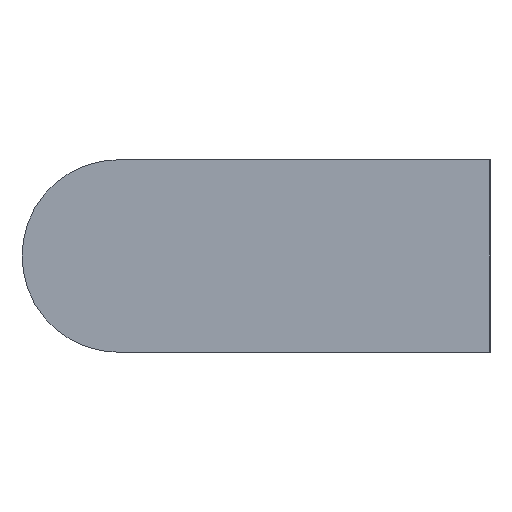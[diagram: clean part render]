
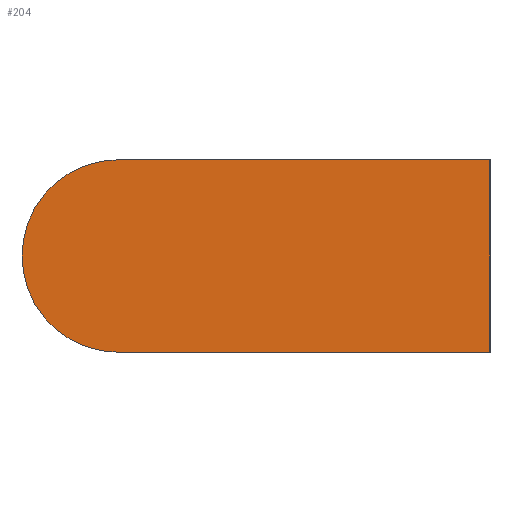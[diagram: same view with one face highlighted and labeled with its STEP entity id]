
A CAD part, left-side view. The second image highlights one B-rep face of the part: STEP entity #204.
In plain terms, the highlighted planar face has unit normal (-1, 0, 0).
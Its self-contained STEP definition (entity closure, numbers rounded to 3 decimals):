
#43 = DIRECTION ( 'NONE',  ( 0., 0., -1. ) ) ;
#129 = DIRECTION ( 'NONE',  ( 0., 0., -1. ) ) ;
#145 = VECTOR ( 'NONE', #393, 1000. ) ;
#166 = DIRECTION ( 'NONE',  ( 0., 0., -1. ) ) ;
#204 = ADVANCED_FACE ( 'NONE', ( #260 ), #781, .T. ) ;
#205 = CARTESIAN_POINT ( 'NONE',  ( -172.5, 28., 0. ) ) ;
#235 = DIRECTION ( 'NONE',  ( 0., 1., 0. ) ) ;
#260 = FACE_OUTER_BOUND ( 'NONE', #669, .T. ) ;
#298 = LINE ( 'NONE', #554, #546 ) ;
#323 = LINE ( 'NONE', #459, #145 ) ;
#342 = ORIENTED_EDGE ( 'NONE', *, *, #487, .F. ) ;
#393 = DIRECTION ( 'NONE',  ( 0., -1., 0. ) ) ;
#414 = ORIENTED_EDGE ( 'NONE', *, *, #685, .F. ) ;
#433 = EDGE_CURVE ( 'NONE', #720, #834, #435, .T. ) ;
#435 = LINE ( 'NONE', #619, #640 ) ;
#439 = ORIENTED_EDGE ( 'NONE', *, *, #829, .F. ) ;
#459 = CARTESIAN_POINT ( 'NONE',  ( -172.5, 28., 7.25 ) ) ;
#474 = CIRCLE ( 'NONE', #566, 7.25 ) ;
#487 = EDGE_CURVE ( 'NONE', #834, #830, #298, .T. ) ;
#546 = VECTOR ( 'NONE', #235, 1000. ) ;
#554 = CARTESIAN_POINT ( 'NONE',  ( -172.5, 0., -7.25 ) ) ;
#559 = DIRECTION ( 'NONE',  ( 1., 0., 0. ) ) ;
#566 = AXIS2_PLACEMENT_3D ( 'NONE', #757, #559, #166 ) ;
#573 = ORIENTED_EDGE ( 'NONE', *, *, #433, .F. ) ;
#576 = CARTESIAN_POINT ( 'NONE',  ( -172.5, 28., -7.25 ) ) ;
#578 = CARTESIAN_POINT ( 'NONE',  ( -172.5, 28., 7.25 ) ) ;
#604 = VERTEX_POINT ( 'NONE', #578 ) ;
#619 = CARTESIAN_POINT ( 'NONE',  ( -172.5, 0., 7.25 ) ) ;
#640 = VECTOR ( 'NONE', #43, 1000. ) ;
#669 = EDGE_LOOP ( 'NONE', ( #414, #342, #573, #439 ) ) ;
#685 = EDGE_CURVE ( 'NONE', #830, #604, #474, .T. ) ;
#691 = CARTESIAN_POINT ( 'NONE',  ( -172.5, 0., 7.25 ) ) ;
#706 = AXIS2_PLACEMENT_3D ( 'NONE', #205, #707, #129 ) ;
#707 = DIRECTION ( 'NONE',  ( -1., 0., 0. ) ) ;
#720 = VERTEX_POINT ( 'NONE', #691 ) ;
#757 = CARTESIAN_POINT ( 'NONE',  ( -172.5, 28., 0. ) ) ;
#781 = PLANE ( 'NONE',  #706 ) ;
#829 = EDGE_CURVE ( 'NONE', #604, #720, #323, .T. ) ;
#830 = VERTEX_POINT ( 'NONE', #576 ) ;
#832 = CARTESIAN_POINT ( 'NONE',  ( -172.5, 0., -7.25 ) ) ;
#834 = VERTEX_POINT ( 'NONE', #832 ) ;
